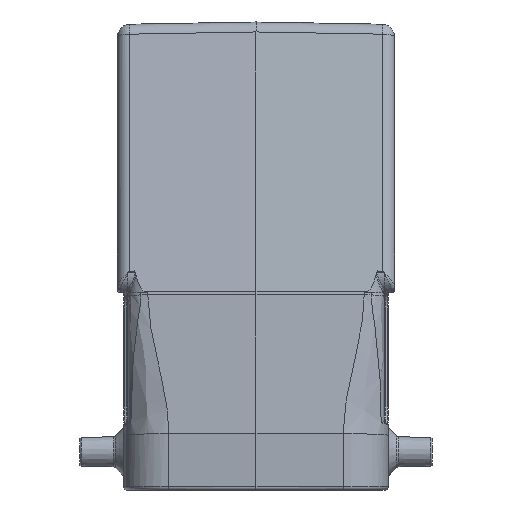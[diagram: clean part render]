
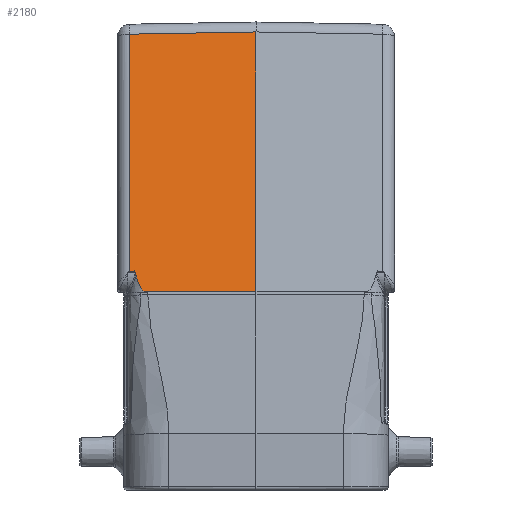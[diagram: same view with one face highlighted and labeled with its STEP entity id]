
A CAD part, left-side view. The second image highlights one B-rep face of the part: STEP entity #2180.
In plain terms, the highlighted planar face has unit normal (-0.982, 0.018, 0.191).
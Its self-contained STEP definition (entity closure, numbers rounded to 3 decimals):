
#1614=FACE_OUTER_BOUND('',#3534,.T.);
#2180=ADVANCED_FACE('',(#1614),#2760,.T.);
#2760=PLANE('',#14683);
#3534=EDGE_LOOP('',(#4705,#4706,#4707,#4708,#4709,#4710,#4711,#4712,#4713));
#4705=ORIENTED_EDGE('',*,*,#8497,.T.);
#4706=ORIENTED_EDGE('',*,*,#8498,.T.);
#4707=ORIENTED_EDGE('',*,*,#8499,.T.);
#4708=ORIENTED_EDGE('',*,*,#8500,.T.);
#4709=ORIENTED_EDGE('',*,*,#8501,.T.);
#4710=ORIENTED_EDGE('',*,*,#8469,.T.);
#4711=ORIENTED_EDGE('',*,*,#8502,.F.);
#4712=ORIENTED_EDGE('',*,*,#8503,.T.);
#4713=ORIENTED_EDGE('',*,*,#8504,.T.);
#7513=VERTEX_POINT('',#21700);
#7514=VERTEX_POINT('',#21701);
#7532=VERTEX_POINT('',#21800);
#7533=VERTEX_POINT('',#21801);
#7534=VERTEX_POINT('',#21812);
#7535=VERTEX_POINT('',#21817);
#7536=VERTEX_POINT('',#21822);
#7537=VERTEX_POINT('',#21830);
#7538=VERTEX_POINT('',#21832);
#8469=EDGE_CURVE('',#7513,#7514,#11830,.T.);
#8497=EDGE_CURVE('',#7532,#7533,#11847,.T.);
#8498=EDGE_CURVE('',#7533,#7534,#9994,.T.);
#8499=EDGE_CURVE('',#7534,#7535,#9995,.T.);
#8500=EDGE_CURVE('',#7535,#7536,#9996,.T.);
#8501=EDGE_CURVE('',#7536,#7513,#9997,.T.);
#8502=EDGE_CURVE('',#7537,#7514,#11848,.T.);
#8503=EDGE_CURVE('',#7537,#7538,#11849,.T.);
#8504=EDGE_CURVE('',#7538,#7532,#11850,.T.);
#9994=B_SPLINE_CURVE_WITH_KNOTS('',3,(#21802,#21803,#21804,#21805,#21806,
#21807,#21808,#21809,#21810,#21811),.UNSPECIFIED.,.F.,.F.,(4,3,3,4),(0.,
0.054,0.273,1.),.UNSPECIFIED.);
#9995=B_SPLINE_CURVE_WITH_KNOTS('',3,(#21813,#21814,#21815,#21816),
 .UNSPECIFIED.,.F.,.F.,(4,4),(0.,1.),.UNSPECIFIED.);
#9996=B_SPLINE_CURVE_WITH_KNOTS('',3,(#21818,#21819,#21820,#21821),
 .UNSPECIFIED.,.F.,.F.,(4,4),(0.,1.),.UNSPECIFIED.);
#9997=B_SPLINE_CURVE_WITH_KNOTS('',3,(#21823,#21824,#21825,#21826,#21827,
#21828),.UNSPECIFIED.,.F.,.F.,(4,2,4),(0.,0.5,1.),.UNSPECIFIED.);
#11830=LINE('',#21699,#12707);
#11847=LINE('',#21799,#12724);
#11848=LINE('',#21829,#12725);
#11849=LINE('',#21831,#12726);
#11850=LINE('',#21833,#12727);
#12707=VECTOR('',#16108,1.);
#12724=VECTOR('',#16147,1.);
#12725=VECTOR('',#16148,1.);
#12726=VECTOR('',#16149,1.);
#12727=VECTOR('',#16150,1.);
#14683=AXIS2_PLACEMENT_3D('',#21834,#16151,#16152);
#16108=DIRECTION('',(-0.017,-1.,0.003));
#16147=DIRECTION('',(0.01,-0.99,0.141));
#16148=DIRECTION('',(-0.191,0.,-0.982));
#16149=DIRECTION('',(0.014,1.,-0.017));
#16150=DIRECTION('',(-0.191,0.,-0.982));
#16151=DIRECTION('',(-0.981,0.017,0.191));
#16152=DIRECTION('',(0.191,0.,0.982));
#21699=CARTESIAN_POINT('',(-58.195,0.,23.134));
#21700=CARTESIAN_POINT('',(-57.884,18.118,23.074));
#21701=CARTESIAN_POINT('',(-58.195,0.,23.134));
#21799=CARTESIAN_POINT('',(-57.014,0.868,29.127));
#21800=CARTESIAN_POINT('',(-57.211,20.535,26.317));
#21801=CARTESIAN_POINT('',(-57.204,19.797,26.423));
#21802=CARTESIAN_POINT('',(-57.204,19.797,26.423));
#21803=CARTESIAN_POINT('',(-57.204,19.796,26.422));
#21804=CARTESIAN_POINT('',(-57.204,19.795,26.421));
#21805=CARTESIAN_POINT('',(-57.204,19.794,26.42));
#21806=CARTESIAN_POINT('',(-57.205,19.789,26.416));
#21807=CARTESIAN_POINT('',(-57.206,19.784,26.412));
#21808=CARTESIAN_POINT('',(-57.207,19.78,26.408));
#21809=CARTESIAN_POINT('',(-57.209,19.764,26.396));
#21810=CARTESIAN_POINT('',(-57.212,19.75,26.382));
#21811=CARTESIAN_POINT('',(-57.215,19.736,26.367));
#21812=CARTESIAN_POINT('',(-57.215,19.736,26.367));
#21813=CARTESIAN_POINT('',(-57.215,19.736,26.367));
#21814=CARTESIAN_POINT('',(-57.23,19.673,26.299));
#21815=CARTESIAN_POINT('',(-57.248,19.647,26.208));
#21816=CARTESIAN_POINT('',(-57.265,19.619,26.121));
#21817=CARTESIAN_POINT('',(-57.265,19.619,26.121));
#21818=CARTESIAN_POINT('',(-57.265,19.619,26.121));
#21819=CARTESIAN_POINT('',(-57.276,19.601,26.068));
#21820=CARTESIAN_POINT('',(-57.287,19.585,26.014));
#21821=CARTESIAN_POINT('',(-57.298,19.57,25.96));
#21822=CARTESIAN_POINT('',(-57.298,19.57,25.96));
#21823=CARTESIAN_POINT('',(-57.298,19.57,25.96));
#21824=CARTESIAN_POINT('',(-57.402,19.428,25.433));
#21825=CARTESIAN_POINT('',(-57.507,19.265,24.909));
#21826=CARTESIAN_POINT('',(-57.71,18.834,23.905));
#21827=CARTESIAN_POINT('',(-57.814,18.577,23.391));
#21828=CARTESIAN_POINT('',(-57.884,18.118,23.074));
#21829=CARTESIAN_POINT('',(-58.195,0.,23.134));
#21830=CARTESIAN_POINT('',(-50.012,0.,65.232));
#21831=CARTESIAN_POINT('',(-50.003,0.617,65.221));
#21832=CARTESIAN_POINT('',(-49.716,20.535,64.873));
#21833=CARTESIAN_POINT('',(-57.843,20.535,23.065));
#21834=CARTESIAN_POINT('',(-58.195,0.,23.134));
